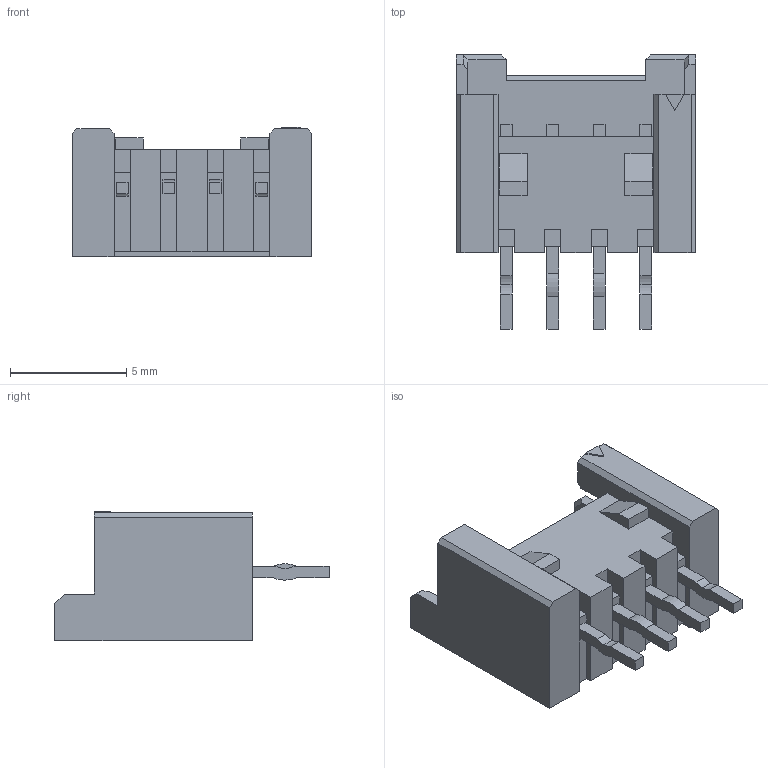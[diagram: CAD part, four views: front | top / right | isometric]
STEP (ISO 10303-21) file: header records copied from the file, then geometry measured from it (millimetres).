
FILE_DESCRIPTION (( 'STEP AP214' ), '1' );
FILE_NAME ('molex_sherlock_vrthdr_4pin.step', '2021-08-21T00:57:08', ( '' ), ( '' ), 'SwSTEP 2.0', 'SolidWorks 2021', '' );
FILE_SCHEMA (( 'AUTOMOTIVE_DESIGN' ));
Length unit declared in the file: millimetre
Products named in the file (1): molex_sherlock_vrthdr_4pin
Bounding box: 10.3 x 11.8 x 5.55 mm (x, y, z)
Volume: 177 mm3; surface area: 574.4 mm2
Topology: 1 solids, 1 shells, 178 faces, 472 edges, 306 vertices
Faces by surface type: plane 166, cylinder 12
Entity records: 7384 total; most frequent: CARTESIAN_POINT 957, ORIENTED_EDGE 944, DIRECTION 854, EDGE_CURVE 472, LINE 448, VECTOR 448, VERTEX_POINT 306, AXIS2_PLACEMENT_3D 203
